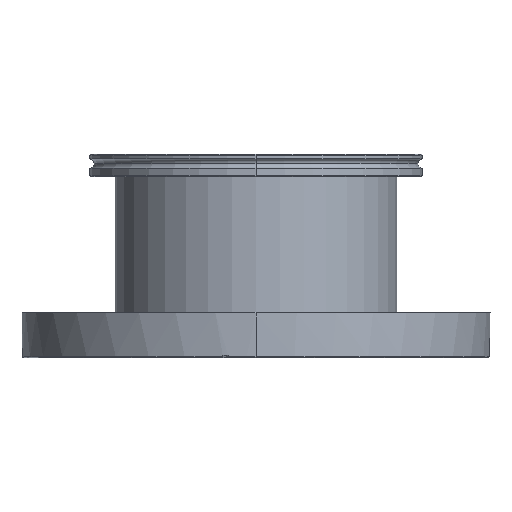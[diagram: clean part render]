
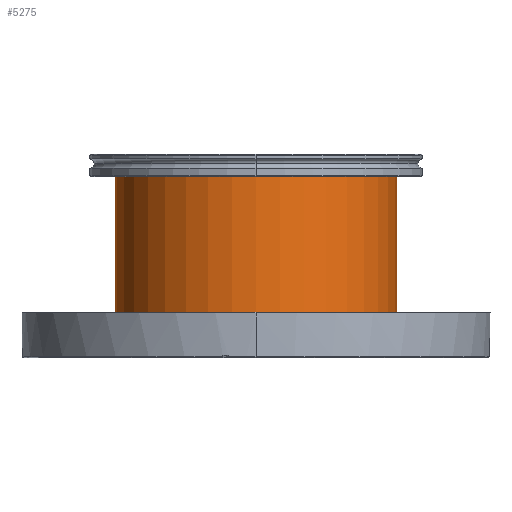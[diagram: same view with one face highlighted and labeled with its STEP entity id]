
A CAD part, front view. The second image highlights one B-rep face of the part: STEP entity #5275.
In plain terms, the highlighted cylindrical face has radius 76.2 mm (diameter 152.4 mm), a partial arc.
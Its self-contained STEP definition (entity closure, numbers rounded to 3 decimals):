
#129 = EDGE_CURVE ( 'NONE', #1986, #1223, #2224, .T. ) ;
#225 = CARTESIAN_POINT ( 'NONE',  ( 76.2, 0., 45.4 ) ) ;
#445 = DIRECTION ( 'NONE',  ( 1., 0., 0. ) ) ;
#735 = CARTESIAN_POINT ( 'NONE',  ( 0., 0., -45.4 ) ) ;
#754 = DIRECTION ( 'NONE',  ( 0., 0., -1. ) ) ;
#871 = EDGE_CURVE ( 'NONE', #1223, #1590, #3456, .T. ) ;
#873 = DIRECTION ( 'NONE',  ( 0., 0., -1. ) ) ;
#905 = CARTESIAN_POINT ( 'NONE',  ( -76.2, 0., -45.4 ) ) ;
#1042 = VECTOR ( 'NONE', #873, 1000. ) ;
#1223 = VERTEX_POINT ( 'NONE', #225 ) ;
#1245 = AXIS2_PLACEMENT_3D ( 'NONE', #5857, #3161, #445 ) ;
#1269 = CYLINDRICAL_SURFACE ( 'NONE', #1840, 76.2 ) ;
#1331 = VECTOR ( 'NONE', #1627, 1000. ) ;
#1424 = DIRECTION ( 'NONE',  ( 0., 0., 1. ) ) ;
#1590 = VERTEX_POINT ( 'NONE', #4287 ) ;
#1627 = DIRECTION ( 'NONE',  ( 0., 0., -1. ) ) ;
#1779 = CARTESIAN_POINT ( 'NONE',  ( 76.2, 0., 45.4 ) ) ;
#1840 = AXIS2_PLACEMENT_3D ( 'NONE', #5261, #754, #3004 ) ;
#1986 = VERTEX_POINT ( 'NONE', #4362 ) ;
#2224 = CIRCLE ( 'NONE', #1245, 76.2 ) ;
#2386 = ORIENTED_EDGE ( 'NONE', *, *, #4296, .T. ) ;
#2621 = EDGE_CURVE ( 'NONE', #4886, #1590, #5801, .T. ) ;
#3004 = DIRECTION ( 'NONE',  ( -1., 0., 0. ) ) ;
#3137 = DIRECTION ( 'NONE',  ( 1., 0., 0. ) ) ;
#3161 = DIRECTION ( 'NONE',  ( 0., 0., 1. ) ) ;
#3291 = ORIENTED_EDGE ( 'NONE', *, *, #129, .F. ) ;
#3456 = LINE ( 'NONE', #1779, #1042 ) ;
#4287 = CARTESIAN_POINT ( 'NONE',  ( 76.2, 0., -45.4 ) ) ;
#4296 = EDGE_CURVE ( 'NONE', #1986, #4886, #4944, .T. ) ;
#4300 = ORIENTED_EDGE ( 'NONE', *, *, #2621, .T. ) ;
#4362 = CARTESIAN_POINT ( 'NONE',  ( -76.2, 0., 45.4 ) ) ;
#4581 = EDGE_LOOP ( 'NONE', ( #4866, #3291, #2386, #4300 ) ) ;
#4866 = ORIENTED_EDGE ( 'NONE', *, *, #871, .F. ) ;
#4884 = FACE_OUTER_BOUND ( 'NONE', #4581, .T. ) ;
#4886 = VERTEX_POINT ( 'NONE', #905 ) ;
#4944 = LINE ( 'NONE', #5245, #1331 ) ;
#5245 = CARTESIAN_POINT ( 'NONE',  ( -76.2, 0., 45.4 ) ) ;
#5261 = CARTESIAN_POINT ( 'NONE',  ( 0., 0., 45.4 ) ) ;
#5275 = ADVANCED_FACE ( 'NONE', ( #4884 ), #1269, .T. ) ;
#5801 = CIRCLE ( 'NONE', #5855, 76.2 ) ;
#5855 = AXIS2_PLACEMENT_3D ( 'NONE', #735, #1424, #3137 ) ;
#5857 = CARTESIAN_POINT ( 'NONE',  ( 0., 0., 45.4 ) ) ;
